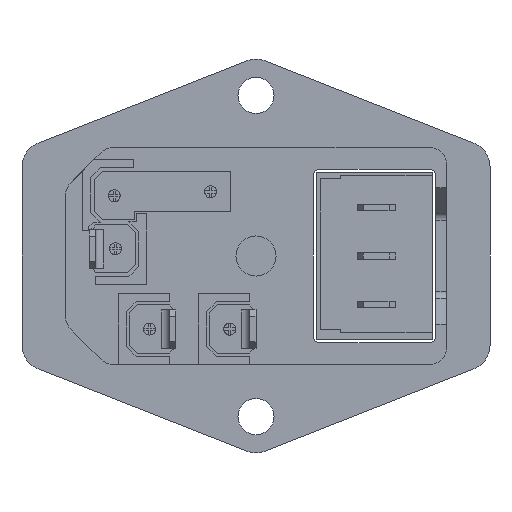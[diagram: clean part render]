
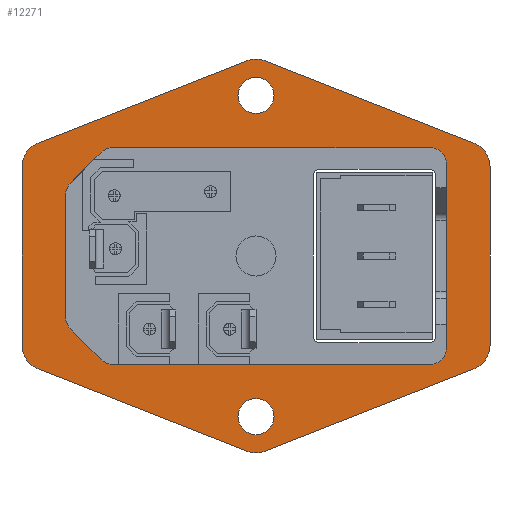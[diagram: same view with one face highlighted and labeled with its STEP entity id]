
A CAD part, front view. The second image highlights one B-rep face of the part: STEP entity #12271.
In plain terms, the highlighted planar face has unit normal (0, -1, 0).
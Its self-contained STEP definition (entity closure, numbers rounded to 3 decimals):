
#87=CIRCLE('',#12917,2.);
#89=CIRCLE('',#12921,2.);
#91=CIRCLE('',#12925,2.);
#93=CIRCLE('',#12929,2.);
#95=CIRCLE('',#12933,2.);
#97=CIRCLE('',#12937,2.);
#100=CIRCLE('',#12943,3.175);
#101=CIRCLE('',#12944,3.175);
#102=CIRCLE('',#12945,3.175);
#103=CIRCLE('',#12946,3.175);
#104=CIRCLE('',#12947,3.175);
#105=CIRCLE('',#12948,3.175);
#106=CIRCLE('',#12949,2.25);
#107=CIRCLE('',#12950,2.25);
#741=FACE_BOUND('',#1876,.T.);
#742=FACE_BOUND('',#1877,.T.);
#743=FACE_BOUND('',#1878,.T.);
#1162=FACE_OUTER_BOUND('',#1875,.T.);
#1875=EDGE_LOOP('',(#9906,#9907,#9908,#9909,#9910,#9911,#9912,#9913,#9914,
#9915,#9916,#9917));
#1876=EDGE_LOOP('',(#9918,#9919,#9920,#9921,#9922,#9923,#9924,#9925,#9926,
#9927,#9928,#9929));
#1877=EDGE_LOOP('',(#9930));
#1878=EDGE_LOOP('',(#9931));
#2972=LINE('',#26931,#4359);
#2986=LINE('',#26962,#4373);
#2990=LINE('',#26974,#4377);
#2998=LINE('',#26994,#4385);
#3002=LINE('',#27006,#4389);
#3009=LINE('',#27027,#4396);
#3013=LINE('',#27039,#4400);
#3014=LINE('',#27043,#4401);
#3015=LINE('',#27047,#4402);
#3016=LINE('',#27051,#4403);
#3017=LINE('',#27055,#4404);
#3018=LINE('',#27058,#4405);
#4359=VECTOR('',#14812,10.);
#4373=VECTOR('',#14834,10.);
#4377=VECTOR('',#14846,10.);
#4385=VECTOR('',#14862,10.);
#4389=VECTOR('',#14874,10.);
#4396=VECTOR('',#14893,10.);
#4400=VECTOR('',#14903,1000.);
#4401=VECTOR('',#14906,1000.);
#4402=VECTOR('',#14909,1000.);
#4403=VECTOR('',#14912,1000.);
#4404=VECTOR('',#14915,1000.);
#4405=VECTOR('',#14918,1000.);
#5620=VERTEX_POINT('',#26924);
#5621=VERTEX_POINT('',#26926);
#5622=VERTEX_POINT('',#26930);
#5634=VERTEX_POINT('',#26955);
#5635=VERTEX_POINT('',#26957);
#5638=VERTEX_POINT('',#26967);
#5639=VERTEX_POINT('',#26969);
#5642=VERTEX_POINT('',#26979);
#5643=VERTEX_POINT('',#26981);
#5650=VERTEX_POINT('',#26999);
#5651=VERTEX_POINT('',#27001);
#5653=VERTEX_POINT('',#27010);
#5662=VERTEX_POINT('',#27035);
#5663=VERTEX_POINT('',#27036);
#5664=VERTEX_POINT('',#27038);
#5665=VERTEX_POINT('',#27040);
#5666=VERTEX_POINT('',#27042);
#5667=VERTEX_POINT('',#27044);
#5668=VERTEX_POINT('',#27046);
#5669=VERTEX_POINT('',#27048);
#5670=VERTEX_POINT('',#27050);
#5671=VERTEX_POINT('',#27052);
#5672=VERTEX_POINT('',#27054);
#5673=VERTEX_POINT('',#27056);
#5674=VERTEX_POINT('',#27059);
#5675=VERTEX_POINT('',#27061);
#7107=EDGE_CURVE('',#5620,#5621,#87,.F.);
#7109=EDGE_CURVE('',#5622,#5621,#2972,.T.);
#7122=EDGE_CURVE('',#5634,#5635,#89,.F.);
#7125=EDGE_CURVE('',#5635,#5620,#2986,.F.);
#7128=EDGE_CURVE('',#5638,#5639,#91,.F.);
#7131=EDGE_CURVE('',#5634,#5639,#2990,.T.);
#7134=EDGE_CURVE('',#5642,#5643,#93,.F.);
#7141=EDGE_CURVE('',#5643,#5638,#2998,.F.);
#7144=EDGE_CURVE('',#5650,#5651,#95,.F.);
#7147=EDGE_CURVE('',#5642,#5651,#3002,.T.);
#7149=EDGE_CURVE('',#5622,#5653,#97,.F.);
#7158=EDGE_CURVE('',#5650,#5653,#3009,.T.);
#7162=EDGE_CURVE('',#5662,#5663,#100,.T.);
#7163=EDGE_CURVE('',#5664,#5662,#3013,.T.);
#7164=EDGE_CURVE('',#5665,#5664,#101,.T.);
#7165=EDGE_CURVE('',#5666,#5665,#3014,.T.);
#7166=EDGE_CURVE('',#5667,#5666,#102,.T.);
#7167=EDGE_CURVE('',#5668,#5667,#3015,.T.);
#7168=EDGE_CURVE('',#5669,#5668,#103,.T.);
#7169=EDGE_CURVE('',#5670,#5669,#3016,.T.);
#7170=EDGE_CURVE('',#5671,#5670,#104,.T.);
#7171=EDGE_CURVE('',#5672,#5671,#3017,.T.);
#7172=EDGE_CURVE('',#5673,#5672,#105,.T.);
#7173=EDGE_CURVE('',#5663,#5673,#3018,.T.);
#7174=EDGE_CURVE('',#5674,#5674,#106,.T.);
#7175=EDGE_CURVE('',#5675,#5675,#107,.T.);
#9906=ORIENTED_EDGE('',*,*,#7162,.F.);
#9907=ORIENTED_EDGE('',*,*,#7163,.F.);
#9908=ORIENTED_EDGE('',*,*,#7164,.F.);
#9909=ORIENTED_EDGE('',*,*,#7165,.F.);
#9910=ORIENTED_EDGE('',*,*,#7166,.F.);
#9911=ORIENTED_EDGE('',*,*,#7167,.F.);
#9912=ORIENTED_EDGE('',*,*,#7168,.F.);
#9913=ORIENTED_EDGE('',*,*,#7169,.F.);
#9914=ORIENTED_EDGE('',*,*,#7170,.F.);
#9915=ORIENTED_EDGE('',*,*,#7171,.F.);
#9916=ORIENTED_EDGE('',*,*,#7172,.F.);
#9917=ORIENTED_EDGE('',*,*,#7173,.F.);
#9918=ORIENTED_EDGE('',*,*,#7109,.T.);
#9919=ORIENTED_EDGE('',*,*,#7107,.F.);
#9920=ORIENTED_EDGE('',*,*,#7125,.F.);
#9921=ORIENTED_EDGE('',*,*,#7122,.F.);
#9922=ORIENTED_EDGE('',*,*,#7131,.T.);
#9923=ORIENTED_EDGE('',*,*,#7128,.F.);
#9924=ORIENTED_EDGE('',*,*,#7141,.F.);
#9925=ORIENTED_EDGE('',*,*,#7134,.F.);
#9926=ORIENTED_EDGE('',*,*,#7147,.T.);
#9927=ORIENTED_EDGE('',*,*,#7144,.F.);
#9928=ORIENTED_EDGE('',*,*,#7158,.T.);
#9929=ORIENTED_EDGE('',*,*,#7149,.F.);
#9930=ORIENTED_EDGE('',*,*,#7174,.T.);
#9931=ORIENTED_EDGE('',*,*,#7175,.T.);
#11667=PLANE('',#12942);
#12271=ADVANCED_FACE('',(#1162,#741,#742,#743),#11667,.F.);
#12917=AXIS2_PLACEMENT_3D('',#26927,#14807,#14808);
#12921=AXIS2_PLACEMENT_3D('',#26958,#14828,#14829);
#12925=AXIS2_PLACEMENT_3D('',#26970,#14840,#14841);
#12929=AXIS2_PLACEMENT_3D('',#26982,#14852,#14853);
#12933=AXIS2_PLACEMENT_3D('',#27002,#14868,#14869);
#12937=AXIS2_PLACEMENT_3D('',#27011,#14879,#14880);
#12942=AXIS2_PLACEMENT_3D('',#27034,#14899,#14900);
#12943=AXIS2_PLACEMENT_3D('',#27037,#14901,#14902);
#12944=AXIS2_PLACEMENT_3D('',#27041,#14904,#14905);
#12945=AXIS2_PLACEMENT_3D('',#27045,#14907,#14908);
#12946=AXIS2_PLACEMENT_3D('',#27049,#14910,#14911);
#12947=AXIS2_PLACEMENT_3D('',#27053,#14913,#14914);
#12948=AXIS2_PLACEMENT_3D('',#27057,#14916,#14917);
#12949=AXIS2_PLACEMENT_3D('',#27060,#14919,#14920);
#12950=AXIS2_PLACEMENT_3D('',#27062,#14921,#14922);
#14807=DIRECTION('center_axis',(0.,1.,0.));
#14808=DIRECTION('ref_axis',(-0.383,0.,-0.924));
#14812=DIRECTION('',(-1.,0.,0.));
#14828=DIRECTION('center_axis',(0.,1.,0.));
#14829=DIRECTION('ref_axis',(-0.924,0.,-0.383));
#14834=DIRECTION('',(-0.707,0.,0.707));
#14840=DIRECTION('center_axis',(0.,1.,0.));
#14841=DIRECTION('ref_axis',(-0.924,0.,0.383));
#14846=DIRECTION('',(0.,0.,1.));
#14852=DIRECTION('center_axis',(0.,1.,0.));
#14853=DIRECTION('ref_axis',(-0.383,0.,0.924));
#14862=DIRECTION('',(0.707,0.,0.707));
#14868=DIRECTION('center_axis',(0.,1.,0.));
#14869=DIRECTION('ref_axis',(0.707,0.,0.707));
#14874=DIRECTION('',(1.,0.,0.));
#14879=DIRECTION('center_axis',(0.,1.,0.));
#14880=DIRECTION('ref_axis',(0.707,0.,-0.707));
#14893=DIRECTION('',(0.,0.,-1.));
#14899=DIRECTION('center_axis',(0.,1.,0.));
#14900=DIRECTION('ref_axis',(0.,0.,1.));
#14901=DIRECTION('center_axis',(0.,1.,0.));
#14902=DIRECTION('ref_axis',(0.,0.,1.));
#14903=DIRECTION('',(-0.93,0.,-0.366));
#14904=DIRECTION('center_axis',(0.,1.,0.));
#14905=DIRECTION('ref_axis',(0.,0.,1.));
#14906=DIRECTION('',(0.,0.,-1.));
#14907=DIRECTION('center_axis',(0.,1.,0.));
#14908=DIRECTION('ref_axis',(0.,0.,-1.));
#14909=DIRECTION('',(0.93,0.,-0.366));
#14910=DIRECTION('center_axis',(0.,1.,0.));
#14911=DIRECTION('ref_axis',(0.,0.,-1.));
#14912=DIRECTION('',(0.93,0.,0.366));
#14913=DIRECTION('center_axis',(0.,1.,0.));
#14914=DIRECTION('ref_axis',(0.,0.,-1.));
#14915=DIRECTION('',(0.,0.,1.));
#14916=DIRECTION('center_axis',(0.,1.,0.));
#14917=DIRECTION('ref_axis',(0.,0.,1.));
#14918=DIRECTION('',(-0.93,0.,0.366));
#14919=DIRECTION('center_axis',(0.,1.,0.));
#14920=DIRECTION('ref_axis',(0.,0.,1.));
#14921=DIRECTION('center_axis',(0.,1.,0.));
#14922=DIRECTION('ref_axis',(0.,0.,-1.));
#26924=CARTESIAN_POINT('',(-19.286,0.,-12.914));
#26926=CARTESIAN_POINT('',(-17.872,0.,-13.5));
#26927=CARTESIAN_POINT('Origin',(-17.872,0.,-11.5));
#26930=CARTESIAN_POINT('',(21.7,0.,-13.5));
#26931=CARTESIAN_POINT('',(-11.7,0.,-13.5));
#26955=CARTESIAN_POINT('',(-23.7,0.,-7.672));
#26957=CARTESIAN_POINT('',(-23.114,0.,-9.086));
#26958=CARTESIAN_POINT('Origin',(-21.7,0.,-7.672));
#26962=CARTESIAN_POINT('',(-13.315,0.,-18.885));
#26967=CARTESIAN_POINT('',(-23.114,0.,9.086));
#26969=CARTESIAN_POINT('',(-23.7,0.,7.672));
#26970=CARTESIAN_POINT('Origin',(-21.7,0.,7.672));
#26974=CARTESIAN_POINT('',(-23.7,0.,-10.67));
#26979=CARTESIAN_POINT('',(-17.872,0.,13.5));
#26981=CARTESIAN_POINT('',(-19.286,0.,12.914));
#26982=CARTESIAN_POINT('Origin',(-17.872,0.,11.5));
#26994=CARTESIAN_POINT('',(-23.985,0.,8.215));
#26999=CARTESIAN_POINT('',(23.7,0.,11.5));
#27001=CARTESIAN_POINT('',(21.7,0.,13.5));
#27002=CARTESIAN_POINT('Origin',(21.7,0.,11.5));
#27006=CARTESIAN_POINT('',(11.7,0.,13.5));
#27010=CARTESIAN_POINT('',(23.7,0.,-11.5));
#27011=CARTESIAN_POINT('Origin',(21.7,0.,-11.5));
#27027=CARTESIAN_POINT('',(23.7,0.,-10.67));
#27034=CARTESIAN_POINT('Origin',(0.,0.,-21.34));
#27035=CARTESIAN_POINT('',(1.163,0.,-24.294));
#27036=CARTESIAN_POINT('',(-1.163,0.,-24.294));
#27037=CARTESIAN_POINT('Origin',(0.,0.,-21.34));
#27038=CARTESIAN_POINT('',(27.138,0.,-14.067));
#27039=CARTESIAN_POINT('',(1.163,0.,-24.294));
#27040=CARTESIAN_POINT('',(29.15,0.,-11.113));
#27041=CARTESIAN_POINT('Origin',(25.975,0.,-11.113));
#27042=CARTESIAN_POINT('',(29.15,0.,11.113));
#27043=CARTESIAN_POINT('',(29.15,0.,-11.113));
#27044=CARTESIAN_POINT('',(27.138,0.,14.067));
#27045=CARTESIAN_POINT('Origin',(25.975,0.,11.113));
#27046=CARTESIAN_POINT('',(1.163,0.,24.294));
#27047=CARTESIAN_POINT('',(1.163,0.,24.294));
#27048=CARTESIAN_POINT('',(-1.163,0.,24.294));
#27049=CARTESIAN_POINT('Origin',(0.,0.,21.34));
#27050=CARTESIAN_POINT('',(-27.138,0.,14.067));
#27051=CARTESIAN_POINT('',(-1.163,0.,24.294));
#27052=CARTESIAN_POINT('',(-29.15,0.,11.113));
#27053=CARTESIAN_POINT('Origin',(-25.975,0.,11.113));
#27054=CARTESIAN_POINT('',(-29.15,0.,-11.113));
#27055=CARTESIAN_POINT('',(-29.15,0.,-11.113));
#27056=CARTESIAN_POINT('',(-27.138,0.,-14.067));
#27057=CARTESIAN_POINT('Origin',(-25.975,0.,-11.113));
#27058=CARTESIAN_POINT('',(-1.163,0.,-24.294));
#27059=CARTESIAN_POINT('',(0.,0.,-22.25));
#27060=CARTESIAN_POINT('Origin',(0.,0.,-20.));
#27061=CARTESIAN_POINT('',(0.,0.,17.75));
#27062=CARTESIAN_POINT('Origin',(0.,0.,20.));
